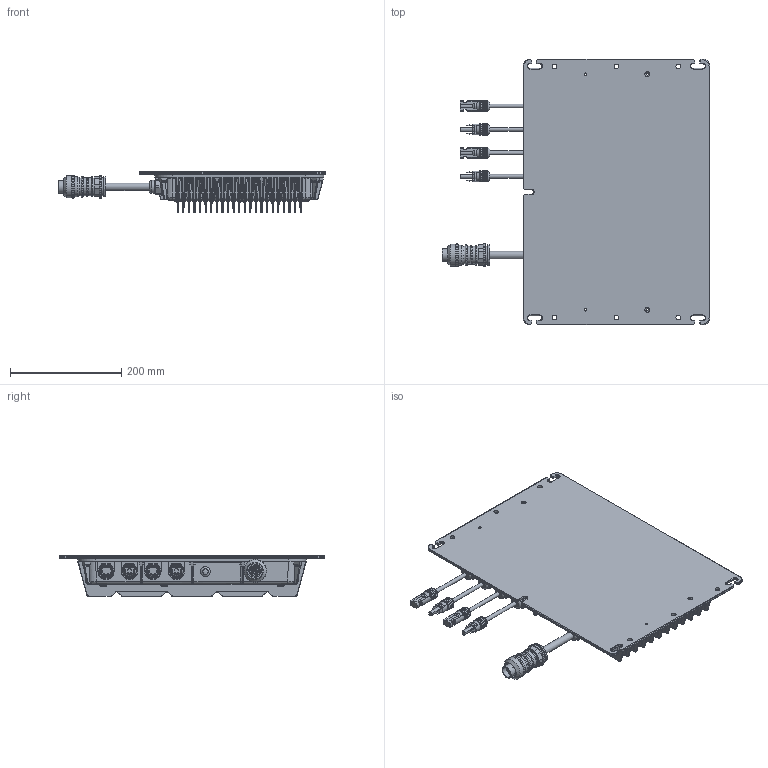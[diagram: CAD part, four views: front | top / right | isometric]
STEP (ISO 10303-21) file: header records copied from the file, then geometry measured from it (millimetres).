
FILE_DESCRIPTION (( 'STEP AP203' ), '1' );
FILE_NAME ('HiQ_Solar-TS480.STP', '2015-04-14T22:50:58', ( '' ), ( '' ), 'SwSTEP 2.0', 'SolidWorks 2012', '' );
FILE_SCHEMA (( 'CONFIG_CONTROL_DESIGN' ));
Length unit declared in the file: millimetre
Products named in the file (1): HiQ_Solar-TS480
Bounding box: 479.97 x 476.78 x 73.55 mm (x, y, z)
Volume: 6467638.5 mm3; surface area: 720989.3 mm2
Topology: 1 solids, 1 shells, 5147 faces, 12695 edges, 7366 vertices
Faces by surface type: cylinder 1884, bspline 1535, plane 1432, sphere 152, torus 87, cone 57
Full cylindrical faces by diameter (mm): 2.507 x1, 2.508 x4, 4.496 x4, 7.021 x4, 8.43 x6, 8.607 x2, 13.29 x1, 17.853 x1, 19.258 x1, 19.897 x4, 22.868 x1, 23.27 x5, 28.084 x1, 31.895 x4, 32.096 x1, 33.801 x1, 36.008 x2, 39.919 x1, 40.922 x1, 41.123 x1
Entity records: 187162 total; most frequent: CARTESIAN_POINT 82469, ORIENTED_EDGE 24620, DIRECTION 18744, EDGE_CURVE 12310, VERTEX_POINT 7335, AXIS2_PLACEMENT_3D 6750, EDGE_LOOP 5343, VECTOR 5244
